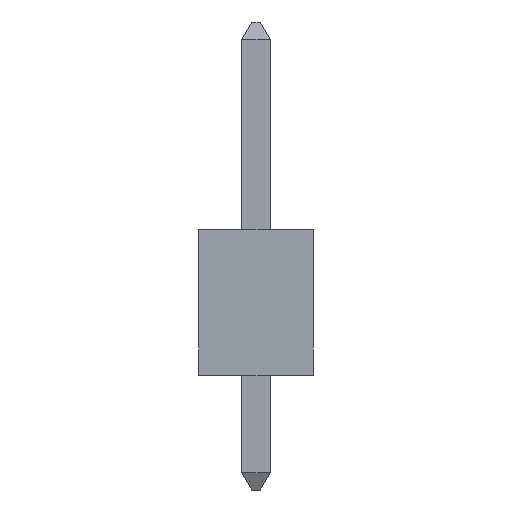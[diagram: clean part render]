
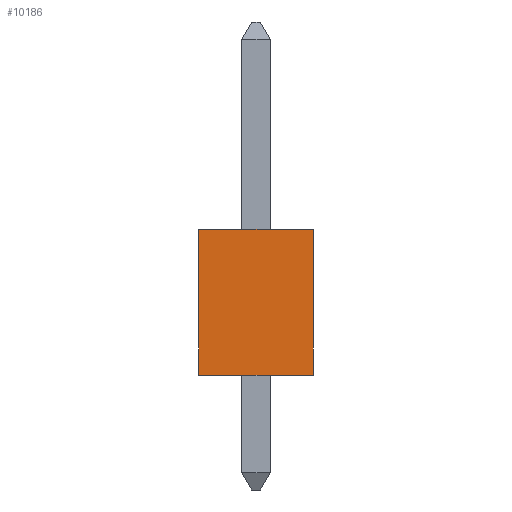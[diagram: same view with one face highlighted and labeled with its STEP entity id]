
A CAD part, left-side view. The second image highlights one B-rep face of the part: STEP entity #10186.
In plain terms, the highlighted planar face has unit normal (-1, 0, 0).
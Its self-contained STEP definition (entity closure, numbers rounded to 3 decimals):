
#10125 = CARTESIAN_POINT ( 'NONE',  ( -1., 1., 0. ) ) ;
#10126 = VERTEX_POINT ( 'NONE', #10125 ) ;
#10133 = CARTESIAN_POINT ( 'NONE',  ( -1., 1., 2.54 ) ) ;
#10134 = VERTEX_POINT ( 'NONE', #10133 ) ;
#10135 = CARTESIAN_POINT ( 'NONE',  ( -1., 1., 2.54 ) ) ;
#10136 = DIRECTION ( 'NONE',  ( 0., 0., -1. ) ) ;
#10137 = VECTOR ( 'NONE', #10136, 1000. ) ;
#10138 = LINE ( 'NONE', #10135, #10137 ) ;
#10139 = EDGE_CURVE ( 'NONE', #10134, #10126, #10138, .T. ) ;
#10156 = CARTESIAN_POINT ( 'NONE',  ( -1., -1., 0. ) ) ;
#10157 = VERTEX_POINT ( 'NONE', #10156 ) ;
#10158 = CARTESIAN_POINT ( 'NONE',  ( -1., -1., 0. ) ) ;
#10159 = DIRECTION ( 'NONE',  ( 0., -1., 0. ) ) ;
#10160 = VECTOR ( 'NONE', #10159, 1000. ) ;
#10161 = LINE ( 'NONE', #10158, #10160 ) ;
#10162 = EDGE_CURVE ( 'NONE', #10126, #10157, #10161, .T. ) ;
#10163 = ORIENTED_EDGE ( 'NONE', *, *, #10162, .T. ) ;
#10164 = CARTESIAN_POINT ( 'NONE',  ( -1., -1., 2.54 ) ) ;
#10165 = VERTEX_POINT ( 'NONE', #10164 ) ;
#10166 = CARTESIAN_POINT ( 'NONE',  ( -1., -1., 2.54 ) ) ;
#10167 = DIRECTION ( 'NONE',  ( 0., 0., -1. ) ) ;
#10168 = VECTOR ( 'NONE', #10167, 1000. ) ;
#10169 = LINE ( 'NONE', #10166, #10168 ) ;
#10170 = EDGE_CURVE ( 'NONE', #10165, #10157, #10169, .T. ) ;
#10171 = ORIENTED_EDGE ( 'NONE', *, *, #10170, .F. ) ;
#10172 = CARTESIAN_POINT ( 'NONE',  ( -1., -1., 2.54 ) ) ;
#10173 = DIRECTION ( 'NONE',  ( 0., -1., 0. ) ) ;
#10174 = VECTOR ( 'NONE', #10173, 1000. ) ;
#10175 = LINE ( 'NONE', #10172, #10174 ) ;
#10176 = EDGE_CURVE ( 'NONE', #10134, #10165, #10175, .T. ) ;
#10177 = ORIENTED_EDGE ( 'NONE', *, *, #10176, .F. ) ;
#10178 = ORIENTED_EDGE ( 'NONE', *, *, #10139, .T. ) ;
#10179 = EDGE_LOOP ( 'NONE', ( #10163, #10171, #10177, #10178 ) ) ;
#10180 = FACE_OUTER_BOUND ( 'NONE', #10179, .T. ) ;
#10181 = CARTESIAN_POINT ( 'NONE',  ( -1., -1., 2.54 ) ) ;
#10182 = DIRECTION ( 'NONE',  ( 1., 0., 0. ) ) ;
#10183 = DIRECTION ( 'NONE',  ( 0., 1., 0. ) ) ;
#10184 = AXIS2_PLACEMENT_3D ( 'NONE', #10181, #10182, #10183 ) ;
#10185 = PLANE ( 'NONE', #10184 ) ;
#10186 = ADVANCED_FACE ( 'NONE', ( #10180 ), #10185, .F. ) ;
